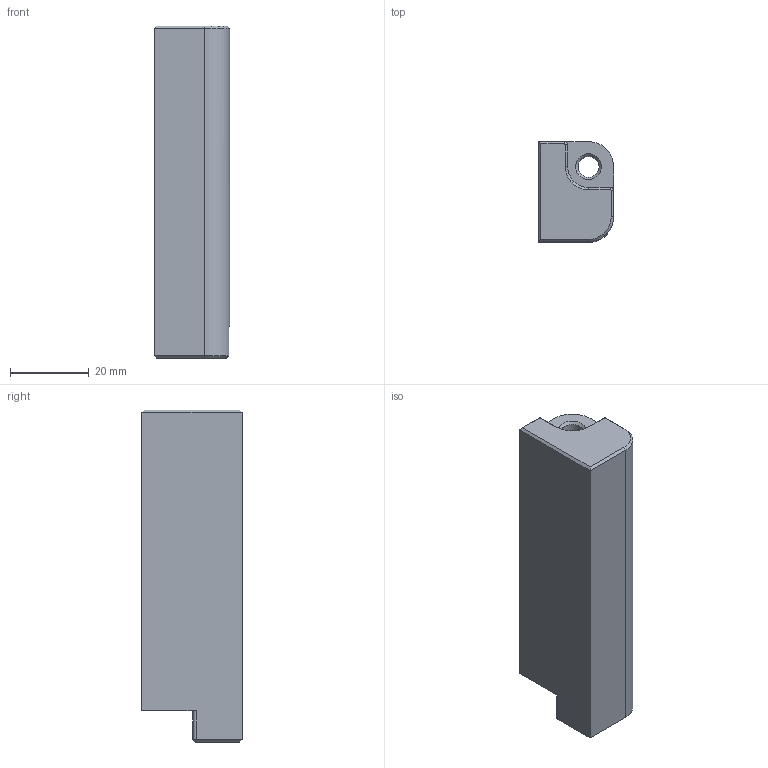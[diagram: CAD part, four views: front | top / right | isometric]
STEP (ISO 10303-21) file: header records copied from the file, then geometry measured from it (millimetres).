
FILE_DESCRIPTION(/* description */ (''),/* implementation_level */ '2;1');
FILE_NAME(/* name */ 'Corner-001A.stp',/* time_stamp */ '2024-02-14T19:20:53-05:00',/* author */ ('dlangdon'),/* organization */ (''),/* preprocessor_version */ 'ST-DEVELOPER v19',/* originating_system */ 'Autodesk Inventor 2023',/* authorisation */ '');
FILE_SCHEMA (('AUTOMOTIVE_DESIGN { 1 0 10303 214 3 1 1 }'));
Length unit declared in the file: millimetre
Products named in the file (1): Corner-001A
Bounding box: 19.05 x 25.4 x 84.14 mm (x, y, z)
Volume: 34533.8 mm3; surface area: 8843.4 mm2
Topology: 1 solids, 1 shells, 39 faces, 93 edges, 56 vertices
Faces by surface type: plane 20, cone 10, cylinder 9
Full cylindrical faces by diameter (mm): 5.334 x1
Entity records: 1160 total; most frequent: DIRECTION 203, CARTESIAN_POINT 189, ORIENTED_EDGE 186, EDGE_CURVE 93, AXIS2_PLACEMENT_3D 70, LINE 63, VECTOR 63, VERTEX_POINT 56
